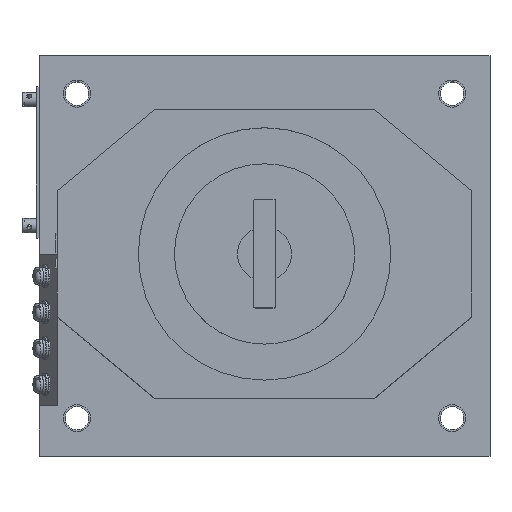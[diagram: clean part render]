
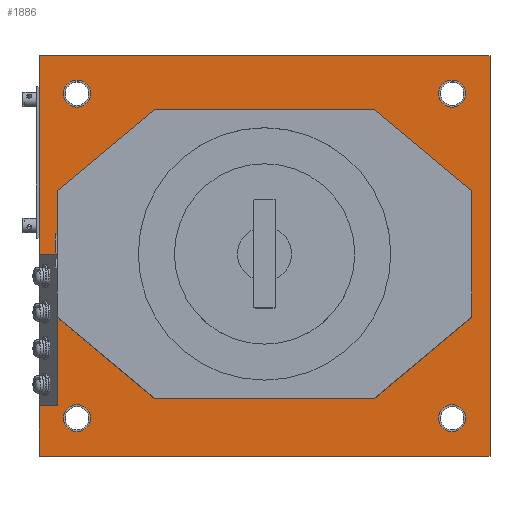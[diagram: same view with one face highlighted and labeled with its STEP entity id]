
A CAD part, top view. The second image highlights one B-rep face of the part: STEP entity #1886.
In plain terms, the highlighted planar face has unit normal (0, 0, 1).
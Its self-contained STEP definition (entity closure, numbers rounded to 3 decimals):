
#1886=ADVANCED_FACE('',(#14243,#14245,#14247,#14249,#14251),#14253,.T.);
#14243=FACE_BOUND('',#14244,.T.);
#14244=EDGE_LOOP('',(#24581,#24582,#24583,#24584,#24585,#24586,#24587,#24588,#24589,
#24590,#24591,#24592,#24593,#24594,#24595,#24596));
#14245=FACE_BOUND('',#14246,.T.);
#14246=EDGE_LOOP('',(#24597));
#14247=FACE_BOUND('',#14248,.T.);
#14248=EDGE_LOOP('',(#24598));
#14249=FACE_BOUND('',#14250,.T.);
#14250=EDGE_LOOP('',(#24599));
#14251=FACE_BOUND('',#14252,.T.);
#14252=EDGE_LOOP('',(#24600));
#14253=PLANE('',#14254);
#14254=AXIS2_PLACEMENT_3D('',#14255,#14256,#14257);
#14255=CARTESIAN_POINT('',(0.,0.,40.));
#14256=DIRECTION('',(0.,0.,1.));
#14257=DIRECTION('',(1.,0.,0.));
#24581=ORIENTED_EDGE('',*,*,#32109,.T.);
#24582=ORIENTED_EDGE('',*,*,#32110,.T.);
#24583=ORIENTED_EDGE('',*,*,#32111,.T.);
#24584=ORIENTED_EDGE('',*,*,#32112,.T.);
#24585=ORIENTED_EDGE('',*,*,#32113,.T.);
#24586=ORIENTED_EDGE('',*,*,#32114,.T.);
#24587=ORIENTED_EDGE('',*,*,#32115,.T.);
#24588=ORIENTED_EDGE('',*,*,#32116,.T.);
#24589=ORIENTED_EDGE('',*,*,#31966,.F.);
#24590=ORIENTED_EDGE('',*,*,#31962,.F.);
#24591=ORIENTED_EDGE('',*,*,#31960,.F.);
#24592=ORIENTED_EDGE('',*,*,#31958,.F.);
#24593=ORIENTED_EDGE('',*,*,#31956,.F.);
#24594=ORIENTED_EDGE('',*,*,#31953,.F.);
#24595=ORIENTED_EDGE('',*,*,#32010,.F.);
#24596=ORIENTED_EDGE('',*,*,#32008,.F.);
#24597=ORIENTED_EDGE('',*,*,#32117,.T.);
#24598=ORIENTED_EDGE('',*,*,#32118,.T.);
#24599=ORIENTED_EDGE('',*,*,#32119,.T.);
#24600=ORIENTED_EDGE('',*,*,#32120,.T.);
#31953=EDGE_CURVE('',#35906,#35907,#35908,.T.);
#31956=EDGE_CURVE('',#35907,#35911,#35912,.T.);
#31958=EDGE_CURVE('',#35911,#35914,#35915,.T.);
#31960=EDGE_CURVE('',#35914,#35917,#35918,.T.);
#31962=EDGE_CURVE('',#35917,#35920,#35921,.T.);
#31966=EDGE_CURVE('',#35920,#35923,#35927,.T.);
#32008=EDGE_CURVE('',#35924,#36010,#36011,.T.);
#32010=EDGE_CURVE('',#36010,#35906,#36013,.T.);
#32109=EDGE_CURVE('',#35924,#36202,#36203,.F.);
#32110=EDGE_CURVE('',#36202,#36204,#36205,.F.);
#32111=EDGE_CURVE('',#36204,#36206,#36207,.T.);
#32112=EDGE_CURVE('',#36206,#36208,#36209,.T.);
#32113=EDGE_CURVE('',#36208,#36210,#36211,.T.);
#32114=EDGE_CURVE('',#36210,#36212,#36213,.T.);
#32115=EDGE_CURVE('',#36212,#36214,#36215,.T.);
#32116=EDGE_CURVE('',#36214,#35923,#36216,.T.);
#32117=EDGE_CURVE('',#36217,#36217,#36218,.F.);
#32118=EDGE_CURVE('',#36219,#36219,#36220,.F.);
#32119=EDGE_CURVE('',#36221,#36221,#36222,.F.);
#32120=EDGE_CURVE('',#36223,#36223,#36224,.F.);
#35906=VERTEX_POINT('',#44674);
#35907=VERTEX_POINT('',#44675);
#35908=LINE('',#44676,#44677);
#35911=VERTEX_POINT('',#44685);
#35912=LINE('',#44686,#44687);
#35914=VERTEX_POINT('',#44692);
#35915=LINE('',#44693,#44694);
#35917=VERTEX_POINT('',#44699);
#35918=LINE('',#44700,#44701);
#35920=VERTEX_POINT('',#44706);
#35921=LINE('',#44707,#44708);
#35923=VERTEX_POINT('',#44713);
#35924=VERTEX_POINT('',#44714);
#35927=LINE('',#44721,#44722);
#36010=VERTEX_POINT('',#44916);
#36011=LINE('',#44917,#44918);
#36013=LINE('',#44923,#44924);
#36202=VERTEX_POINT('',#45380);
#36203=LINE('',#45381,#45382);
#36204=VERTEX_POINT('',#45384);
#36205=LINE('',#45385,#45386);
#36206=VERTEX_POINT('',#45388);
#36207=LINE('',#45389,#45390);
#36208=VERTEX_POINT('',#45392);
#36209=LINE('',#45393,#45394);
#36210=VERTEX_POINT('',#45396);
#36211=LINE('',#45397,#45398);
#36212=VERTEX_POINT('',#45400);
#36213=LINE('',#45401,#45402);
#36214=VERTEX_POINT('',#45404);
#36215=LINE('',#45405,#45406);
#36216=LINE('',#45408,#45409);
#36217=VERTEX_POINT('',#45411);
#36218=CIRCLE('',#45412,7.5);
#36219=VERTEX_POINT('',#45416);
#36220=CIRCLE('',#45417,7.5);
#36221=VERTEX_POINT('',#45421);
#36222=CIRCLE('',#45422,7.5);
#36223=VERTEX_POINT('',#45426);
#36224=CIRCLE('',#45427,7.5);
#44674=CARTESIAN_POINT('',(61.,-80.,40.));
#44675=CARTESIAN_POINT('',(115.,-35.,40.));
#44676=CARTESIAN_POINT('',(61.,-80.,40.));
#44677=VECTOR('',#44678,1.);
#44678=DIRECTION('',(0.768,0.64,0.));
#44685=CARTESIAN_POINT('',(115.,35.,40.));
#44686=CARTESIAN_POINT('',(115.,-35.,40.));
#44687=VECTOR('',#44688,1.);
#44688=DIRECTION('',(0.,1.,0.));
#44692=CARTESIAN_POINT('',(61.,80.,40.));
#44693=CARTESIAN_POINT('',(115.,35.,40.));
#44694=VECTOR('',#44695,1.);
#44695=DIRECTION('',(-0.768,0.64,0.));
#44699=CARTESIAN_POINT('',(-61.,80.,40.));
#44700=CARTESIAN_POINT('',(61.,80.,40.));
#44701=VECTOR('',#44702,1.);
#44702=DIRECTION('',(-1.,0.,0.));
#44706=CARTESIAN_POINT('',(-115.,35.,40.));
#44707=CARTESIAN_POINT('',(-61.,80.,40.));
#44708=VECTOR('',#44709,1.);
#44709=DIRECTION('',(-0.768,-0.64,0.));
#44713=CARTESIAN_POINT('',(-115.,0.,40.));
#44714=CARTESIAN_POINT('',(-115.,-35.,40.));
#44721=CARTESIAN_POINT('',(-115.,35.,40.));
#44722=VECTOR('',#44723,1.);
#44723=DIRECTION('',(0.,-1.,0.));
#44916=CARTESIAN_POINT('',(-61.,-80.,40.));
#44917=CARTESIAN_POINT('',(-115.,-35.,40.));
#44918=VECTOR('',#44919,1.);
#44919=DIRECTION('',(0.768,-0.64,0.));
#44923=CARTESIAN_POINT('',(-61.,-80.,40.));
#44924=VECTOR('',#44925,1.);
#44925=DIRECTION('',(1.,0.,0.));
#45380=CARTESIAN_POINT('',(-115.,-84.,40.));
#45381=CARTESIAN_POINT('',(-115.,-84.,40.));
#45382=VECTOR('',#45383,1.);
#45383=DIRECTION('',(0.,1.,0.));
#45384=CARTESIAN_POINT('',(-125.,-84.,40.));
#45385=CARTESIAN_POINT('',(-125.,-84.,40.));
#45386=VECTOR('',#45387,1.);
#45387=DIRECTION('',(1.,0.,0.));
#45388=CARTESIAN_POINT('',(-125.,-111.85,40.));
#45389=CARTESIAN_POINT('',(-125.,-84.,40.));
#45390=VECTOR('',#45391,1.);
#45391=DIRECTION('',(0.,-1.,0.));
#45392=CARTESIAN_POINT('',(125.,-111.85,40.));
#45393=CARTESIAN_POINT('',(-125.,-111.85,40.));
#45394=VECTOR('',#45395,1.);
#45395=DIRECTION('',(1.,0.,0.));
#45396=CARTESIAN_POINT('',(125.,110.15,40.));
#45397=CARTESIAN_POINT('',(125.,-111.85,40.));
#45398=VECTOR('',#45399,1.);
#45399=DIRECTION('',(0.,1.,0.));
#45400=CARTESIAN_POINT('',(-125.,110.15,40.));
#45401=CARTESIAN_POINT('',(125.,110.15,40.));
#45402=VECTOR('',#45403,1.);
#45403=DIRECTION('',(-1.,0.,0.));
#45404=CARTESIAN_POINT('',(-125.,0.,40.));
#45405=CARTESIAN_POINT('',(-125.,110.15,40.));
#45406=VECTOR('',#45407,1.);
#45407=DIRECTION('',(0.,-1.,0.));
#45408=CARTESIAN_POINT('',(-125.,0.,40.));
#45409=VECTOR('',#45410,1.);
#45410=DIRECTION('',(1.,0.,0.));
#45411=CARTESIAN_POINT('',(-96.5,-90.85,40.));
#45412=AXIS2_PLACEMENT_3D('',#45413,#45414,#45415);
#45413=CARTESIAN_POINT('',(-104.,-90.85,40.));
#45414=DIRECTION('',(0.,0.,1.));
#45415=DIRECTION('',(1.,0.,0.));
#45416=CARTESIAN_POINT('',(111.5,-90.85,40.));
#45417=AXIS2_PLACEMENT_3D('',#45418,#45419,#45420);
#45418=CARTESIAN_POINT('',(104.,-90.85,40.));
#45419=DIRECTION('',(0.,0.,1.));
#45420=DIRECTION('',(1.,0.,0.));
#45421=CARTESIAN_POINT('',(111.5,89.15,40.));
#45422=AXIS2_PLACEMENT_3D('',#45423,#45424,#45425);
#45423=CARTESIAN_POINT('',(104.,89.15,40.));
#45424=DIRECTION('',(0.,0.,1.));
#45425=DIRECTION('',(1.,0.,0.));
#45426=CARTESIAN_POINT('',(-96.5,89.15,40.));
#45427=AXIS2_PLACEMENT_3D('',#45428,#45429,#45430);
#45428=CARTESIAN_POINT('',(-104.,89.15,40.));
#45429=DIRECTION('',(0.,0.,1.));
#45430=DIRECTION('',(1.,0.,0.));
